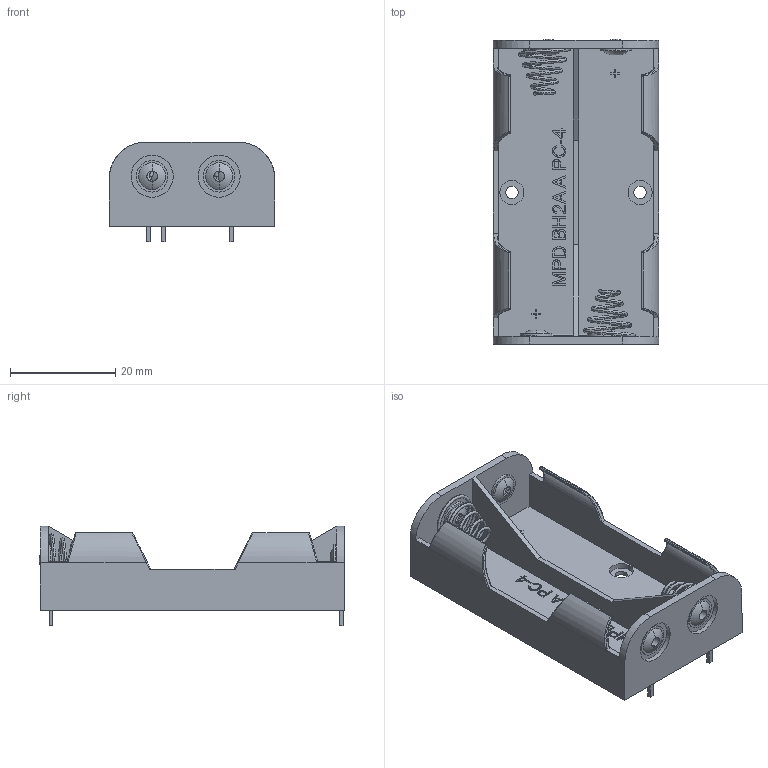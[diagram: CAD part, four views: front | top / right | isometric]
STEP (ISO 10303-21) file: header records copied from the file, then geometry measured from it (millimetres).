
FILE_DESCRIPTION (( 'STEP AP214' ), '1' );
FILE_NAME ('User Library-2AABattery Holder.STEP', '2020-11-08T12:15:53', ( '' ), ( '' ), 'SwSTEP 2.0', 'SolidWorks 2020', '' );
FILE_SCHEMA (( 'AUTOMOTIVE_DESIGN' ));
Length unit declared in the file: millimetre
Products named in the file (1): User Library-2AABattery Holder
Bounding box: 31.5 x 58.11 x 19 mm (x, y, z)
Surface area: 9284.3 mm2 (no closed solid volume)
Topology: 0 solids, 1 shells, 440 faces, 1162 edges, 736 vertices
Faces by surface type: plane 237, bspline 103, cylinder 84, torus 16
Entity records: 35005 total; most frequent: CARTESIAN_POINT 20154, ORIENTED_EDGE 2264, DIRECTION 1727, EDGE_CURVE 1134, VERTEX_POINT 736, VECTOR 677, LINE 677, AXIS2_PLACEMENT_3D 525
